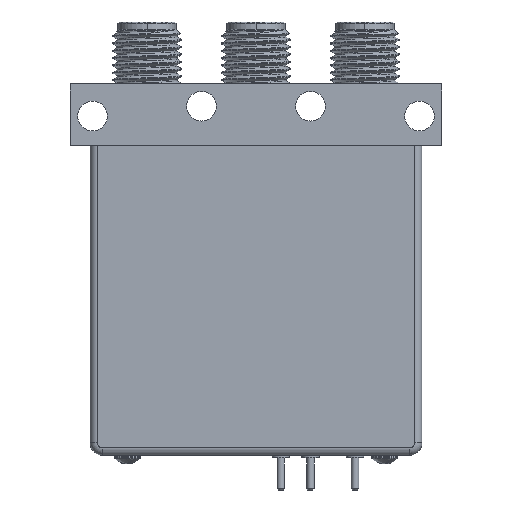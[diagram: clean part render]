
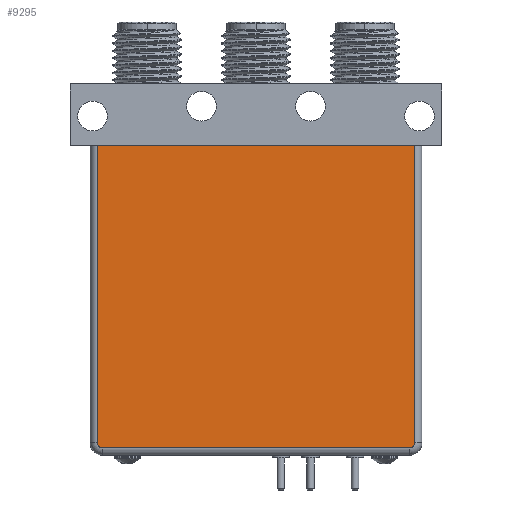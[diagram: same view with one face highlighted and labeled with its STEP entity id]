
A CAD part, front view. The second image highlights one B-rep face of the part: STEP entity #9295.
In plain terms, the highlighted planar face has unit normal (0, -1, 0).
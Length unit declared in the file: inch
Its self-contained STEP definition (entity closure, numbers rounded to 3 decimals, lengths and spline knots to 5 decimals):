
#570 = VECTOR ( 'NONE', #11983, 39.37008 ) ;
#1400 = PLANE ( 'NONE',  #37914 ) ;
#1928 = EDGE_CURVE ( 'NONE', #57076, #9133, #9668, .T. ) ;
#2576 = EDGE_CURVE ( 'NONE', #9133, #41634, #22272, .T. ) ;
#3696 = CARTESIAN_POINT ( 'NONE',  ( 0.64, -0.26, 0.5 ) ) ;
#6042 = CARTESIAN_POINT ( 'NONE',  ( -0.64, -0.26, -0.7 ) ) ;
#7056 = ORIENTED_EDGE ( 'NONE', *, *, #22948, .T. ) ;
#9003 = CARTESIAN_POINT ( 'NONE',  ( 0.62, -0.26, -0.72 ) ) ;
#9133 = VERTEX_POINT ( 'NONE', #36328 ) ;
#9295 = ADVANCED_FACE ( 'NONE', ( #12749 ), #1400, .T. ) ;
#9668 = CIRCLE ( 'NONE', #43769, 0.02 ) ;
#11983 = DIRECTION ( 'NONE',  ( 0., 0., -1. ) ) ;
#12749 = FACE_OUTER_BOUND ( 'NONE', #49962, .T. ) ;
#12884 = VERTEX_POINT ( 'NONE', #15877 ) ;
#15248 = CARTESIAN_POINT ( 'NONE',  ( 0., -0.26, 0. ) ) ;
#15877 = CARTESIAN_POINT ( 'NONE',  ( -0.64, -0.26, 0.5 ) ) ;
#16062 = VECTOR ( 'NONE', #26394, 39.37008 ) ;
#17603 = ORIENTED_EDGE ( 'NONE', *, *, #2576, .T. ) ;
#18134 = DIRECTION ( 'NONE',  ( 0., 0., -1. ) ) ;
#18324 = VERTEX_POINT ( 'NONE', #53042 ) ;
#18328 = DIRECTION ( 'NONE',  ( 0., 0., 1. ) ) ;
#18391 = ORIENTED_EDGE ( 'NONE', *, *, #55898, .T. ) ;
#19460 = VECTOR ( 'NONE', #18328, 39.37008 ) ;
#19544 = DIRECTION ( 'NONE',  ( 0., -1., 0. ) ) ;
#22272 = LINE ( 'NONE', #45520, #19460 ) ;
#22948 = EDGE_CURVE ( 'NONE', #41634, #12884, #44957, .T. ) ;
#24140 = CARTESIAN_POINT ( 'NONE',  ( 0.62, -0.26, -0.7 ) ) ;
#24577 = ORIENTED_EDGE ( 'NONE', *, *, #57527, .T. ) ;
#24970 = CARTESIAN_POINT ( 'NONE',  ( -0.64, -0.26, -0.7 ) ) ;
#25507 = CARTESIAN_POINT ( 'NONE',  ( 0.62, -0.26, -0.72 ) ) ;
#25692 = VERTEX_POINT ( 'NONE', #6042 ) ;
#26394 = DIRECTION ( 'NONE',  ( -1., 0., 0. ) ) ;
#28900 = ORIENTED_EDGE ( 'NONE', *, *, #36299, .T. ) ;
#30052 = DIRECTION ( 'NONE',  ( 1., 0., 0. ) ) ;
#31308 = CARTESIAN_POINT ( 'NONE',  ( -0.62, -0.26, -0.7 ) ) ;
#35280 = ORIENTED_EDGE ( 'NONE', *, *, #1928, .T. ) ;
#35524 = LINE ( 'NONE', #25507, #44720 ) ;
#36299 = EDGE_CURVE ( 'NONE', #25692, #18324, #39192, .T. ) ;
#36328 = CARTESIAN_POINT ( 'NONE',  ( 0.64, -0.26, -0.7 ) ) ;
#36399 = AXIS2_PLACEMENT_3D ( 'NONE', #31308, #44750, #18134 ) ;
#37673 = DIRECTION ( 'NONE',  ( 0., 0., -1. ) ) ;
#37914 = AXIS2_PLACEMENT_3D ( 'NONE', #15248, #55813, #37673 ) ;
#39192 = CIRCLE ( 'NONE', #36399, 0.02 ) ;
#41634 = VERTEX_POINT ( 'NONE', #3696 ) ;
#43769 = AXIS2_PLACEMENT_3D ( 'NONE', #24140, #19544, #57731 ) ;
#44720 = VECTOR ( 'NONE', #30052, 39.37008 ) ;
#44750 = DIRECTION ( 'NONE',  ( 0., -1., 0. ) ) ;
#44957 = LINE ( 'NONE', #52631, #16062 ) ;
#45520 = CARTESIAN_POINT ( 'NONE',  ( 0.64, -0.26, 0.5 ) ) ;
#49962 = EDGE_LOOP ( 'NONE', ( #7056, #18391, #28900, #24577, #35280, #17603 ) ) ;
#52631 = CARTESIAN_POINT ( 'NONE',  ( 0., -0.26, 0.5 ) ) ;
#53042 = CARTESIAN_POINT ( 'NONE',  ( -0.62, -0.26, -0.72 ) ) ;
#54891 = LINE ( 'NONE', #24970, #570 ) ;
#55813 = DIRECTION ( 'NONE',  ( 0., -1., 0. ) ) ;
#55898 = EDGE_CURVE ( 'NONE', #12884, #25692, #54891, .T. ) ;
#57076 = VERTEX_POINT ( 'NONE', #9003 ) ;
#57527 = EDGE_CURVE ( 'NONE', #18324, #57076, #35524, .T. ) ;
#57731 = DIRECTION ( 'NONE',  ( 0., 0., -1. ) ) ;
